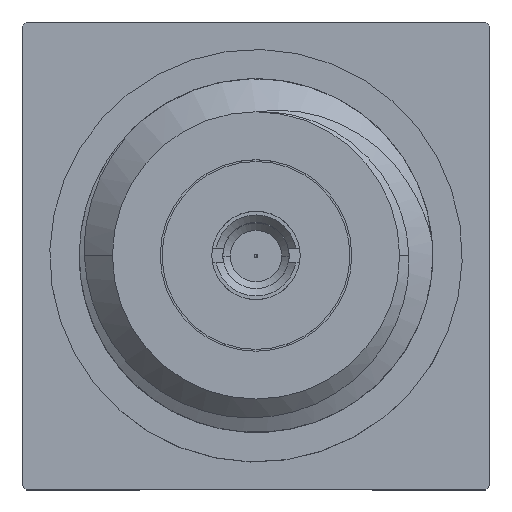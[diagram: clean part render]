
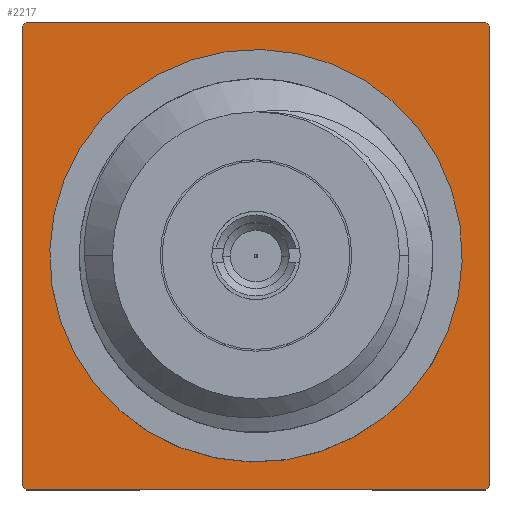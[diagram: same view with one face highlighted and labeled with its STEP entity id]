
A CAD part, top view. The second image highlights one B-rep face of the part: STEP entity #2217.
In plain terms, the highlighted planar face has unit normal (0, 0, 1).
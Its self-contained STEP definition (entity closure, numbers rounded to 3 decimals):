
#9 = DIRECTION ( 'NONE',  ( -1., 0., 0. ) ) ;
#33 = CARTESIAN_POINT ( 'NONE',  ( -3.175, -3.118, 2.2 ) ) ;
#36 = CARTESIAN_POINT ( 'NONE',  ( -3.118, -3.175, 2.2 ) ) ;
#50 = CARTESIAN_POINT ( 'NONE',  ( 3.175, 3.118, 2.2 ) ) ;
#76 = VERTEX_POINT ( 'NONE', #2849 ) ;
#108 = VERTEX_POINT ( 'NONE', #1317 ) ;
#115 = CIRCLE ( 'NONE', #885, 4.45 ) ;
#119 = VERTEX_POINT ( 'NONE', #1350 ) ;
#142 = PLANE ( 'NONE',  #797 ) ;
#223 = VECTOR ( 'NONE', #643, 1000. ) ;
#261 = DIRECTION ( 'NONE',  ( 0., 0., -1. ) ) ;
#268 = AXIS2_PLACEMENT_3D ( 'NONE', #1458, #1538, #1100 ) ;
#307 = CARTESIAN_POINT ( 'NONE',  ( 0., 0., 2.2 ) ) ;
#324 = DIRECTION ( 'NONE',  ( 1., 0., 0. ) ) ;
#359 = DIRECTION ( 'NONE',  ( 0., 0., -1. ) ) ;
#371 = ORIENTED_EDGE ( 'NONE', *, *, #1110, .F. ) ;
#374 = ORIENTED_EDGE ( 'NONE', *, *, #2854, .F. ) ;
#600 = VERTEX_POINT ( 'NONE', #1612 ) ;
#621 = CARTESIAN_POINT ( 'NONE',  ( 0., 3.175, 2.2 ) ) ;
#629 = DIRECTION ( 'NONE',  ( 0., 0., 1. ) ) ;
#631 = ORIENTED_EDGE ( 'NONE', *, *, #655, .F. ) ;
#643 = DIRECTION ( 'NONE',  ( 0., -1., 0. ) ) ;
#655 = EDGE_CURVE ( 'NONE', #1085, #108, #1924, .T. ) ;
#781 = EDGE_CURVE ( 'NONE', #600, #2482, #115, .T. ) ;
#797 = AXIS2_PLACEMENT_3D ( 'NONE', #1447, #629, #2811 ) ;
#859 = ORIENTED_EDGE ( 'NONE', *, *, #2277, .F. ) ;
#875 = AXIS2_PLACEMENT_3D ( 'NONE', #1522, #1099, #2653 ) ;
#885 = AXIS2_PLACEMENT_3D ( 'NONE', #2148, #359, #1013 ) ;
#894 = CARTESIAN_POINT ( 'NONE',  ( -3.175, 4.45, 2.2 ) ) ;
#907 = CARTESIAN_POINT ( 'NONE',  ( 0., 0., 2.2 ) ) ;
#913 = EDGE_LOOP ( 'NONE', ( #1398, #2146 ) ) ;
#1013 = DIRECTION ( 'NONE',  ( -1., 0., 0. ) ) ;
#1029 = ORIENTED_EDGE ( 'NONE', *, *, #1967, .F. ) ;
#1072 = CIRCLE ( 'NONE', #1306, 4.45 ) ;
#1085 = VERTEX_POINT ( 'NONE', #50 ) ;
#1089 = LINE ( 'NONE', #1308, #1632 ) ;
#1099 = DIRECTION ( 'NONE',  ( 0., 0., -1. ) ) ;
#1100 = DIRECTION ( 'NONE',  ( 1., 0., 0. ) ) ;
#1110 = EDGE_CURVE ( 'NONE', #119, #1085, #2118, .T. ) ;
#1190 = EDGE_CURVE ( 'NONE', #108, #76, #1561, .T. ) ;
#1192 = VERTEX_POINT ( 'NONE', #36 ) ;
#1197 = DIRECTION ( 'NONE',  ( 0., 0., -1. ) ) ;
#1263 = DIRECTION ( 'NONE',  ( 1., 0., 0. ) ) ;
#1270 = VERTEX_POINT ( 'NONE', #1638 ) ;
#1306 = AXIS2_PLACEMENT_3D ( 'NONE', #907, #2461, #2477 ) ;
#1308 = CARTESIAN_POINT ( 'NONE',  ( 0., -3.175, 2.2 ) ) ;
#1317 = CARTESIAN_POINT ( 'NONE',  ( 3.175, -3.118, 2.2 ) ) ;
#1345 = CARTESIAN_POINT ( 'NONE',  ( 0., 0., 2.2 ) ) ;
#1350 = CARTESIAN_POINT ( 'NONE',  ( 3.118, 3.175, 2.2 ) ) ;
#1398 = ORIENTED_EDGE ( 'NONE', *, *, #1756, .T. ) ;
#1447 = CARTESIAN_POINT ( 'NONE',  ( 0., 4.45, 2.2 ) ) ;
#1458 = CARTESIAN_POINT ( 'NONE',  ( 0., 0., 2.2 ) ) ;
#1483 = CIRCLE ( 'NONE', #2595, 2.15 ) ;
#1522 = CARTESIAN_POINT ( 'NONE',  ( 0., 0., 2.2 ) ) ;
#1538 = DIRECTION ( 'NONE',  ( 0., 0., -1. ) ) ;
#1558 = VECTOR ( 'NONE', #2655, 1000. ) ;
#1561 = CIRCLE ( 'NONE', #2814, 4.45 ) ;
#1612 = CARTESIAN_POINT ( 'NONE',  ( -3.175, 3.118, 2.2 ) ) ;
#1630 = CARTESIAN_POINT ( 'NONE',  ( -3.118, 3.175, 2.2 ) ) ;
#1632 = VECTOR ( 'NONE', #9, 1000. ) ;
#1638 = CARTESIAN_POINT ( 'NONE',  ( -2.15, 0., 2.2 ) ) ;
#1672 = EDGE_LOOP ( 'NONE', ( #631, #371, #374, #2705, #1972, #1029, #859, #2581 ) ) ;
#1756 = EDGE_CURVE ( 'NONE', #2803, #1270, #2380, .T. ) ;
#1796 = EDGE_CURVE ( 'NONE', #2093, #600, #1912, .T. ) ;
#1903 = FACE_OUTER_BOUND ( 'NONE', #1672, .T. ) ;
#1912 = LINE ( 'NONE', #894, #1558 ) ;
#1924 = LINE ( 'NONE', #2836, #223 ) ;
#1926 = FACE_BOUND ( 'NONE', #913, .T. ) ;
#1929 = VECTOR ( 'NONE', #1263, 1000. ) ;
#1967 = EDGE_CURVE ( 'NONE', #1192, #2093, #1072, .T. ) ;
#1972 = ORIENTED_EDGE ( 'NONE', *, *, #1796, .F. ) ;
#2003 = DIRECTION ( 'NONE',  ( -1., 0., 0. ) ) ;
#2093 = VERTEX_POINT ( 'NONE', #33 ) ;
#2118 = CIRCLE ( 'NONE', #875, 4.45 ) ;
#2146 = ORIENTED_EDGE ( 'NONE', *, *, #2746, .T. ) ;
#2148 = CARTESIAN_POINT ( 'NONE',  ( 0., 0., 2.2 ) ) ;
#2217 = ADVANCED_FACE ( 'NONE', ( #1926, #1903 ), #142, .T. ) ;
#2277 = EDGE_CURVE ( 'NONE', #76, #1192, #1089, .T. ) ;
#2380 = CIRCLE ( 'NONE', #268, 2.15 ) ;
#2392 = LINE ( 'NONE', #621, #1929 ) ;
#2461 = DIRECTION ( 'NONE',  ( 0., 0., -1. ) ) ;
#2477 = DIRECTION ( 'NONE',  ( -1., 0., 0. ) ) ;
#2482 = VERTEX_POINT ( 'NONE', #1630 ) ;
#2555 = CARTESIAN_POINT ( 'NONE',  ( 2.15, 0., 2.2 ) ) ;
#2581 = ORIENTED_EDGE ( 'NONE', *, *, #1190, .F. ) ;
#2595 = AXIS2_PLACEMENT_3D ( 'NONE', #307, #1197, #324 ) ;
#2653 = DIRECTION ( 'NONE',  ( -1., 0., 0. ) ) ;
#2655 = DIRECTION ( 'NONE',  ( 0., 1., 0. ) ) ;
#2705 = ORIENTED_EDGE ( 'NONE', *, *, #781, .F. ) ;
#2746 = EDGE_CURVE ( 'NONE', #1270, #2803, #1483, .T. ) ;
#2803 = VERTEX_POINT ( 'NONE', #2555 ) ;
#2811 = DIRECTION ( 'NONE',  ( 1., 0., 0. ) ) ;
#2814 = AXIS2_PLACEMENT_3D ( 'NONE', #1345, #261, #2003 ) ;
#2836 = CARTESIAN_POINT ( 'NONE',  ( 3.175, 4.45, 2.2 ) ) ;
#2849 = CARTESIAN_POINT ( 'NONE',  ( 3.118, -3.175, 2.2 ) ) ;
#2854 = EDGE_CURVE ( 'NONE', #2482, #119, #2392, .T. ) ;
